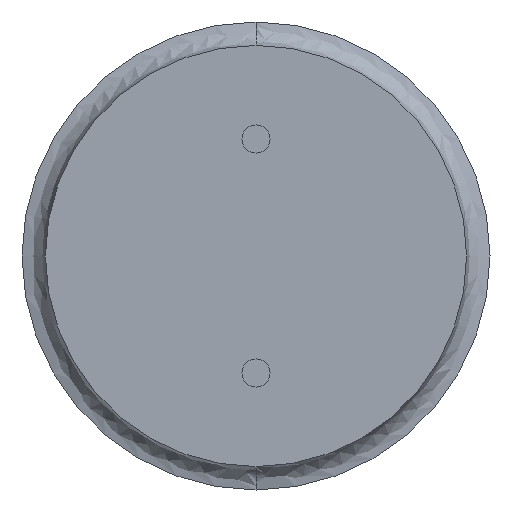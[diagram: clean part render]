
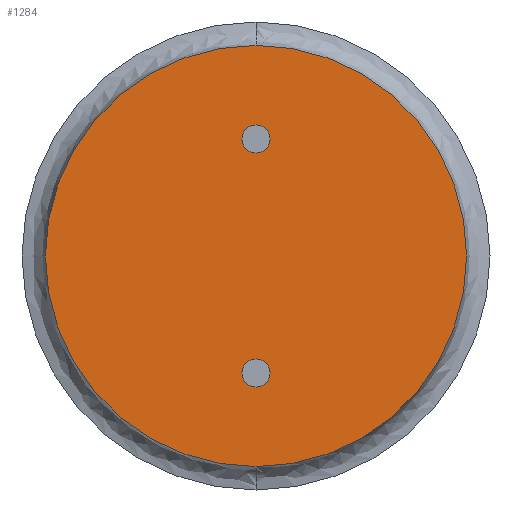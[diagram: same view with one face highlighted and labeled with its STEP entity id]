
A CAD part, front view. The second image highlights one B-rep face of the part: STEP entity #1284.
In plain terms, the highlighted planar face has unit normal (0, -1, 0).
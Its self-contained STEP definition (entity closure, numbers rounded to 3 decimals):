
#79 = DIRECTION ( 'NONE',  ( 0., 0., 1. ) ) ;
#233 = VERTEX_POINT ( 'NONE', #2126 ) ;
#254 = CIRCLE ( 'NONE', #1563, 0.3 ) ;
#372 = AXIS2_PLACEMENT_3D ( 'NONE', #1815, #4278, #2487 ) ;
#550 = VERTEX_POINT ( 'NONE', #3242 ) ;
#553 = EDGE_CURVE ( 'NONE', #2651, #4324, #1767, .T. ) ;
#560 = EDGE_LOOP ( 'NONE', ( #2671, #831 ) ) ;
#569 = DIRECTION ( 'NONE',  ( 0., -1., 0. ) ) ;
#831 = ORIENTED_EDGE ( 'NONE', *, *, #4398, .F. ) ;
#849 = CARTESIAN_POINT ( 'NONE',  ( 0., 0., 0. ) ) ;
#949 = DIRECTION ( 'NONE',  ( 0., 0., 1. ) ) ;
#1123 = FACE_BOUND ( 'NONE', #4225, .T. ) ;
#1284 = ADVANCED_FACE ( 'NONE', ( #1123, #4322, #4367 ), #2597, .F. ) ;
#1563 = AXIS2_PLACEMENT_3D ( 'NONE', #3567, #3723, #4381 ) ;
#1605 = ORIENTED_EDGE ( 'NONE', *, *, #2864, .T. ) ;
#1622 = CIRCLE ( 'NONE', #372, 4.5 ) ;
#1631 = CARTESIAN_POINT ( 'NONE',  ( 0., 0., 2.5 ) ) ;
#1693 = AXIS2_PLACEMENT_3D ( 'NONE', #3556, #1889, #79 ) ;
#1711 = CIRCLE ( 'NONE', #1933, 0.3 ) ;
#1755 = EDGE_CURVE ( 'NONE', #4324, #2651, #4224, .T. ) ;
#1767 = CIRCLE ( 'NONE', #1693, 0.3 ) ;
#1815 = CARTESIAN_POINT ( 'NONE',  ( 0., 0., 0. ) ) ;
#1889 = DIRECTION ( 'NONE',  ( 0., -1., 0. ) ) ;
#1907 = ORIENTED_EDGE ( 'NONE', *, *, #1755, .F. ) ;
#1933 = AXIS2_PLACEMENT_3D ( 'NONE', #1631, #4099, #949 ) ;
#1976 = ORIENTED_EDGE ( 'NONE', *, *, #4514, .T. ) ;
#2006 = DIRECTION ( 'NONE',  ( 0., -1., 0. ) ) ;
#2126 = CARTESIAN_POINT ( 'NONE',  ( 0., 0., 2.2 ) ) ;
#2189 = CARTESIAN_POINT ( 'NONE',  ( 0., 0., 4.5 ) ) ;
#2277 = DIRECTION ( 'NONE',  ( 0., 1., 0. ) ) ;
#2352 = DIRECTION ( 'NONE',  ( 0., 0., -1. ) ) ;
#2396 = CARTESIAN_POINT ( 'NONE',  ( 0., 0., 0. ) ) ;
#2442 = AXIS2_PLACEMENT_3D ( 'NONE', #3423, #569, #2706 ) ;
#2487 = DIRECTION ( 'NONE',  ( 0., 0., -1. ) ) ;
#2550 = DIRECTION ( 'NONE',  ( 0., 0., 1. ) ) ;
#2597 = PLANE ( 'NONE',  #4296 ) ;
#2651 = VERTEX_POINT ( 'NONE', #2679 ) ;
#2671 = ORIENTED_EDGE ( 'NONE', *, *, #4172, .F. ) ;
#2679 = CARTESIAN_POINT ( 'NONE',  ( 0., 0., -2.8 ) ) ;
#2680 = CARTESIAN_POINT ( 'NONE',  ( 0., 0., -2.2 ) ) ;
#2706 = DIRECTION ( 'NONE',  ( 0., 0., 1. ) ) ;
#2864 = EDGE_CURVE ( 'NONE', #550, #3257, #1622, .T. ) ;
#3242 = CARTESIAN_POINT ( 'NONE',  ( 0., 0., -4.5 ) ) ;
#3257 = VERTEX_POINT ( 'NONE', #2189 ) ;
#3423 = CARTESIAN_POINT ( 'NONE',  ( 0., 0., -2.5 ) ) ;
#3556 = CARTESIAN_POINT ( 'NONE',  ( 0., 0., -2.5 ) ) ;
#3567 = CARTESIAN_POINT ( 'NONE',  ( 0., 0., 2.5 ) ) ;
#3712 = AXIS2_PLACEMENT_3D ( 'NONE', #2396, #2006, #2352 ) ;
#3723 = DIRECTION ( 'NONE',  ( 0., -1., 0. ) ) ;
#3734 = EDGE_LOOP ( 'NONE', ( #1605, #1976 ) ) ;
#4099 = DIRECTION ( 'NONE',  ( 0., -1., 0. ) ) ;
#4166 = CARTESIAN_POINT ( 'NONE',  ( 0., 0., 2.8 ) ) ;
#4172 = EDGE_CURVE ( 'NONE', #4485, #233, #254, .T. ) ;
#4224 = CIRCLE ( 'NONE', #2442, 0.3 ) ;
#4225 = EDGE_LOOP ( 'NONE', ( #1907, #4348 ) ) ;
#4278 = DIRECTION ( 'NONE',  ( 0., -1., 0. ) ) ;
#4296 = AXIS2_PLACEMENT_3D ( 'NONE', #849, #2277, #2550 ) ;
#4309 = CIRCLE ( 'NONE', #3712, 4.5 ) ;
#4322 = FACE_BOUND ( 'NONE', #560, .T. ) ;
#4324 = VERTEX_POINT ( 'NONE', #2680 ) ;
#4348 = ORIENTED_EDGE ( 'NONE', *, *, #553, .F. ) ;
#4367 = FACE_OUTER_BOUND ( 'NONE', #3734, .T. ) ;
#4381 = DIRECTION ( 'NONE',  ( 0., 0., 1. ) ) ;
#4398 = EDGE_CURVE ( 'NONE', #233, #4485, #1711, .T. ) ;
#4485 = VERTEX_POINT ( 'NONE', #4166 ) ;
#4514 = EDGE_CURVE ( 'NONE', #3257, #550, #4309, .T. ) ;
